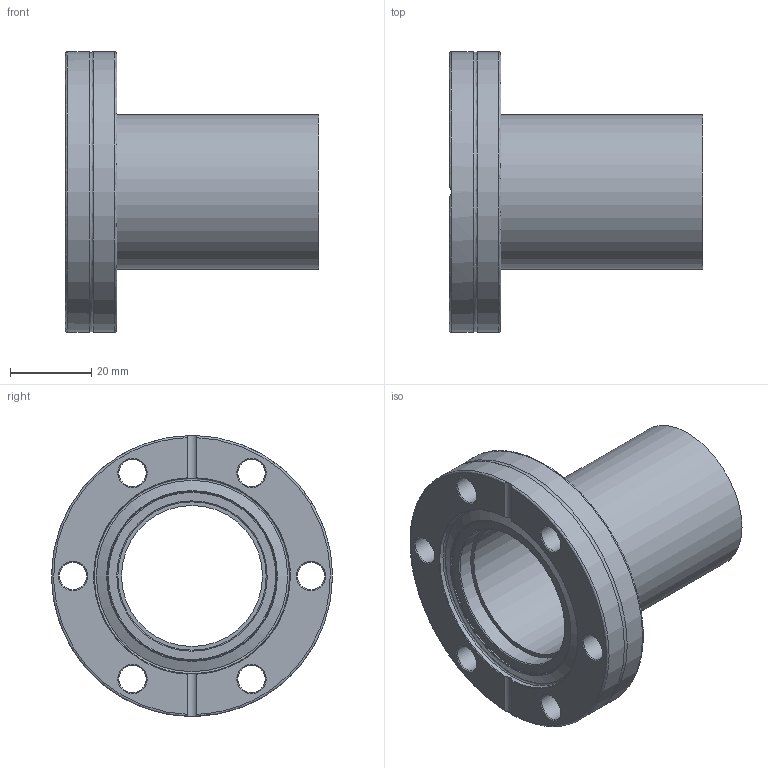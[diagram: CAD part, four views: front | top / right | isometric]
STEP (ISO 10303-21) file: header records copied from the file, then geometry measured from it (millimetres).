
FILE_DESCRIPTION (( 'STEP AP214' ), '1' );
FILE_NAME ('BT1CF403862 FULLVAC.STEP', '2019-09-20T14:15:10', ( '' ), ( '' ), 'SwSTEP 2.0', 'SolidWorks 2017', '' );
FILE_SCHEMA (( 'AUTOMOTIVE_DESIGN' ));
Length unit declared in the file: millimetre
Products named in the file (3): 1^BT1CF403862; 2^BT1CF403862; BT1CF403862 FULLVAC
Assembly tree (2 placements, depth 2):
  BT1CF403862 FULLVAC
    1^BT1CF403862
    2^BT1CF403862
Bounding box: 62.48 x 69.3 x 69.3 mm (x, y, z)
Volume: 38528.7 mm3; surface area: 23248.1 mm2
Topology: 2 solids, 2 shells, 50 faces, 130 edges, 85 vertices
Faces by surface type: cylinder 15, cone 15, bspline 13, plane 7
Full cylindrical faces by diameter (mm): 6.73 x6, 34.8 x1, 36.6 x1, 38.1 x1, 38.35 x1, 48.26 x1, 69.3 x2
Entity records: 3590 total; most frequent: CARTESIAN_POINT 2034, DIRECTION 178, ORIENTED_EDGE 142, EDGE_LOOP 104, AXIS2_PLACEMENT_3D 87, FACE_OUTER_BOUND 72, EDGE_CURVE 71, VERTEX_POINT 63
